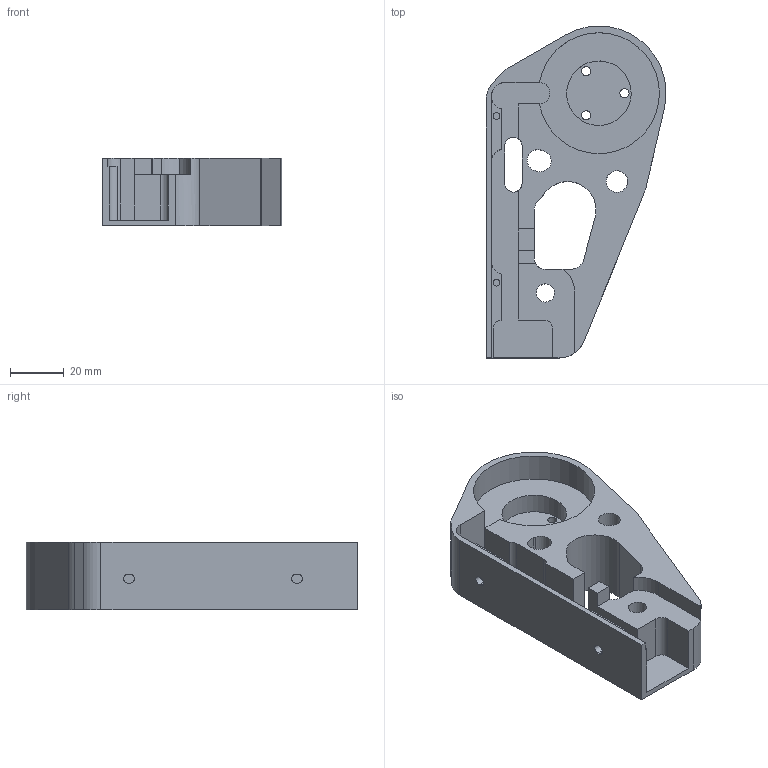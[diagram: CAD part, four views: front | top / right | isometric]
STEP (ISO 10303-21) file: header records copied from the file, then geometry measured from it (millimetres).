
FILE_DESCRIPTION(/* description */ (''),/* implementation_level */ '2;1');
FILE_NAME(/* name */ 'OSP-21_Pusher.step',/* time_stamp */ '2020-05-04T10:48:28+02:00',/* author */ (''),/* organization */ (''),/* preprocessor_version */ 'ST-DEVELOPER v18.1',/* originating_system */ 'Autodesk Translation Framework v9.2.0.1227',/* authorisation */ '');
FILE_SCHEMA (('AUTOMOTIVE_DESIGN { 1 0 10303 214 3 1 1 }'));
Length unit declared in the file: millimetre
Products named in the file (1): OSP-21_Syringe-pusher
Bounding box: 66.95 x 123.46 x 25 mm (x, y, z)
Volume: 88157.1 mm3; surface area: 30463.9 mm2
Topology: 1 solids, 1 shells, 78 faces, 233 edges, 158 vertices
Faces by surface type: plane 44, cylinder 33, bspline 1
Full cylindrical faces by diameter (mm): 2.529 x2, 3.4 x3, 6.75 x1, 8 x1, 24 x1
Entity records: 2735 total; most frequent: CARTESIAN_POINT 475, DIRECTION 469, ORIENTED_EDGE 466, EDGE_CURVE 233, VERTEX_POINT 158, AXIS2_PLACEMENT_3D 158, LINE 153, VECTOR 153
